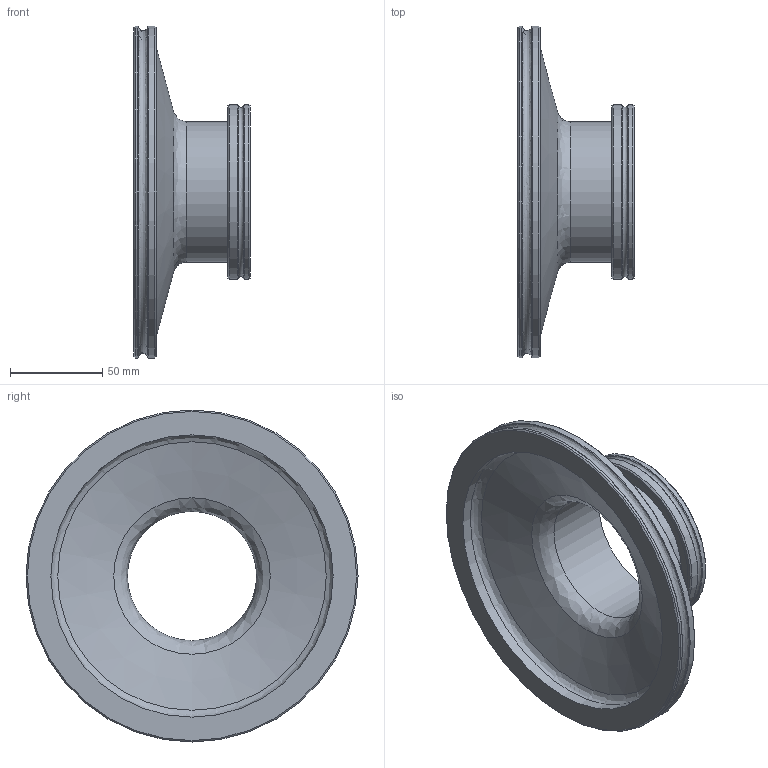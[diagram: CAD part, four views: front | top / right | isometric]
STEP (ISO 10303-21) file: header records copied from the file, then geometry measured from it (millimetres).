
FILE_DESCRIPTION (( 'STEP AP214' ), '1' );
FILE_NAME ('FULLVAC RC1ISOK16063.STEP', '2019-05-14T07:13:48', ( '' ), ( '' ), 'SwSTEP 2.0', 'SolidWorks 2017', '' );
FILE_SCHEMA (( 'AUTOMOTIVE_DESIGN' ));
Length unit declared in the file: millimetre
Products named in the file (1): FULLVAC RC1ISOK16063
Bounding box: 63 x 180 x 180 mm (x, y, z)
Volume: 168611 mm3; surface area: 83027.9 mm2
Topology: 1 solids, 1 shells, 31 faces, 68 edges, 43 vertices
Faces by surface type: cone 10, cylinder 10, plane 6, bspline 5
Full cylindrical faces by diameter (mm): 70 x1, 76 x1, 90 x1, 95 x2, 153 x1, 158 x1, 175 x1, 180 x2
Entity records: 777 total; most frequent: CARTESIAN_POINT 229, DIRECTION 116, ORIENTED_EDGE 62, EDGE_LOOP 62, AXIS2_PLACEMENT_3D 58, FACE_OUTER_BOUND 46, VERTEX_POINT 31, EDGE_CURVE 31
